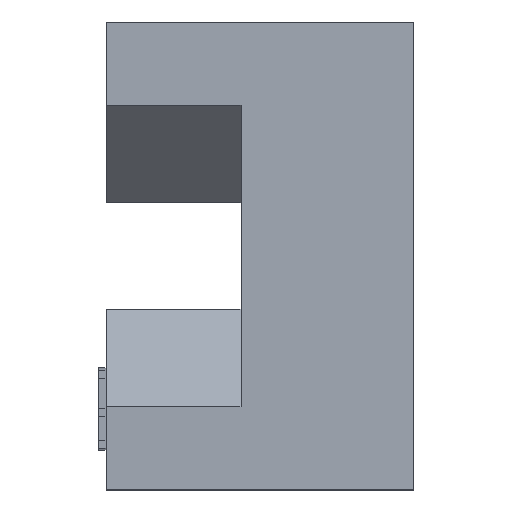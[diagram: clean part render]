
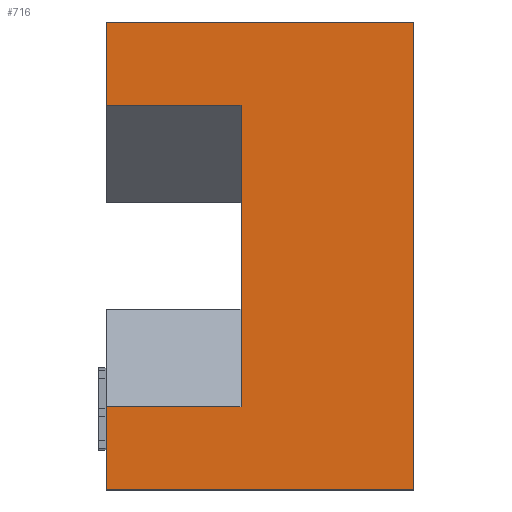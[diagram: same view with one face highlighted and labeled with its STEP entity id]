
A CAD part, left-side view. The second image highlights one B-rep face of the part: STEP entity #716.
In plain terms, the highlighted planar face has unit normal (-1, 0, 0).
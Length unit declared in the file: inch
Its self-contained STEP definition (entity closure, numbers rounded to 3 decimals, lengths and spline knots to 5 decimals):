
#137 = VERTEX_POINT ( 'NONE', #9106 ) ;
#255 = EDGE_CURVE ( 'NONE', #9209, #137, #9362, .T. ) ;
#459 = CARTESIAN_POINT ( 'NONE',  ( -4.5, 0.115, -0.1005 ) ) ;
#537 = VECTOR ( 'NONE', #6383, 39.37008 ) ;
#716 = ADVANCED_FACE ( 'NONE', ( #4978 ), #10031, .F. ) ;
#852 = ORIENTED_EDGE ( 'NONE', *, *, #1057, .T. ) ;
#1057 = EDGE_CURVE ( 'NONE', #7805, #10333, #11570, .T. ) ;
#1152 = DIRECTION ( 'NONE',  ( 0., 0., -1. ) ) ;
#1343 = CARTESIAN_POINT ( 'NONE',  ( -4.5, 0.205, -0.156 ) ) ;
#1368 = LINE ( 'NONE', #459, #4477 ) ;
#1576 = CARTESIAN_POINT ( 'NONE',  ( -4.5, 0.205, -0.1005 ) ) ;
#1580 = VECTOR ( 'NONE', #5661, 39.37008 ) ;
#1687 = LINE ( 'NONE', #11545, #5109 ) ;
#1917 = CARTESIAN_POINT ( 'NONE',  ( -4.5, 0.205, -0.156 ) ) ;
#2016 = ORIENTED_EDGE ( 'NONE', *, *, #7460, .F. ) ;
#2089 = ORIENTED_EDGE ( 'NONE', *, *, #8735, .T. ) ;
#2677 = CARTESIAN_POINT ( 'NONE',  ( -4.5, 0., -0.156 ) ) ;
#3179 = VERTEX_POINT ( 'NONE', #1917 ) ;
#3777 = CARTESIAN_POINT ( 'NONE',  ( -4.5, 0.205, -0.156 ) ) ;
#3946 = CARTESIAN_POINT ( 'NONE',  ( -4.5, 0.115, -0.1005 ) ) ;
#3961 = ORIENTED_EDGE ( 'NONE', *, *, #7982, .T. ) ;
#4029 = EDGE_CURVE ( 'NONE', #137, #10333, #1687, .T. ) ;
#4038 = AXIS2_PLACEMENT_3D ( 'NONE', #1343, #10287, #1152 ) ;
#4101 = CARTESIAN_POINT ( 'NONE',  ( -4.5, 0.115, 0.1005 ) ) ;
#4169 = VERTEX_POINT ( 'NONE', #3946 ) ;
#4372 = CARTESIAN_POINT ( 'NONE',  ( -4.5, 0.205, 0.1005 ) ) ;
#4421 = DIRECTION ( 'NONE',  ( 0., 0., 1. ) ) ;
#4477 = VECTOR ( 'NONE', #5253, 39.37008 ) ;
#4776 = CARTESIAN_POINT ( 'NONE',  ( -4.5, 0., 0.156 ) ) ;
#4978 = FACE_OUTER_BOUND ( 'NONE', #12832, .T. ) ;
#5109 = VECTOR ( 'NONE', #11476, 39.37008 ) ;
#5177 = LINE ( 'NONE', #12245, #9037 ) ;
#5253 = DIRECTION ( 'NONE',  ( 0., 0., 1. ) ) ;
#5661 = DIRECTION ( 'NONE',  ( 0., 0., 1. ) ) ;
#6022 = LINE ( 'NONE', #9971, #11730 ) ;
#6328 = CARTESIAN_POINT ( 'NONE',  ( -4.5, 0.115, 0.1005 ) ) ;
#6383 = DIRECTION ( 'NONE',  ( 0., 0., 1. ) ) ;
#6459 = DIRECTION ( 'NONE',  ( 0., 1., 0. ) ) ;
#7415 = ORIENTED_EDGE ( 'NONE', *, *, #8551, .F. ) ;
#7460 = EDGE_CURVE ( 'NONE', #8570, #9209, #8403, .T. ) ;
#7805 = VERTEX_POINT ( 'NONE', #11673 ) ;
#7872 = ORIENTED_EDGE ( 'NONE', *, *, #4029, .F. ) ;
#7982 = EDGE_CURVE ( 'NONE', #3179, #7805, #6022, .T. ) ;
#8403 = LINE ( 'NONE', #6328, #9476 ) ;
#8453 = CARTESIAN_POINT ( 'NONE',  ( -4.5, 0.205, -0.156 ) ) ;
#8551 = EDGE_CURVE ( 'NONE', #3179, #11448, #11503, .T. ) ;
#8570 = VERTEX_POINT ( 'NONE', #4101 ) ;
#8735 = EDGE_CURVE ( 'NONE', #4169, #11448, #5177, .T. ) ;
#8996 = DIRECTION ( 'NONE',  ( 0., -1., 0. ) ) ;
#9037 = VECTOR ( 'NONE', #9132, 39.37008 ) ;
#9106 = CARTESIAN_POINT ( 'NONE',  ( -4.5, 0.205, 0.156 ) ) ;
#9132 = DIRECTION ( 'NONE',  ( 0., 1., 0. ) ) ;
#9209 = VERTEX_POINT ( 'NONE', #4372 ) ;
#9362 = LINE ( 'NONE', #8453, #12116 ) ;
#9476 = VECTOR ( 'NONE', #6459, 39.37008 ) ;
#9718 = ORIENTED_EDGE ( 'NONE', *, *, #12766, .F. ) ;
#9971 = CARTESIAN_POINT ( 'NONE',  ( -4.5, 0.205, -0.156 ) ) ;
#10031 = PLANE ( 'NONE',  #4038 ) ;
#10287 = DIRECTION ( 'NONE',  ( 1., 0., 0. ) ) ;
#10333 = VERTEX_POINT ( 'NONE', #4776 ) ;
#11448 = VERTEX_POINT ( 'NONE', #1576 ) ;
#11476 = DIRECTION ( 'NONE',  ( 0., -1., 0. ) ) ;
#11503 = LINE ( 'NONE', #3777, #1580 ) ;
#11545 = CARTESIAN_POINT ( 'NONE',  ( -4.5, 0.205, 0.156 ) ) ;
#11570 = LINE ( 'NONE', #2677, #537 ) ;
#11673 = CARTESIAN_POINT ( 'NONE',  ( -4.5, 0., -0.156 ) ) ;
#11710 = ORIENTED_EDGE ( 'NONE', *, *, #255, .F. ) ;
#11730 = VECTOR ( 'NONE', #8996, 39.37008 ) ;
#12116 = VECTOR ( 'NONE', #4421, 39.37008 ) ;
#12245 = CARTESIAN_POINT ( 'NONE',  ( -4.5, 0.115, -0.1005 ) ) ;
#12766 = EDGE_CURVE ( 'NONE', #4169, #8570, #1368, .T. ) ;
#12832 = EDGE_LOOP ( 'NONE', ( #9718, #2089, #7415, #3961, #852, #7872, #11710, #2016 ) ) ;
